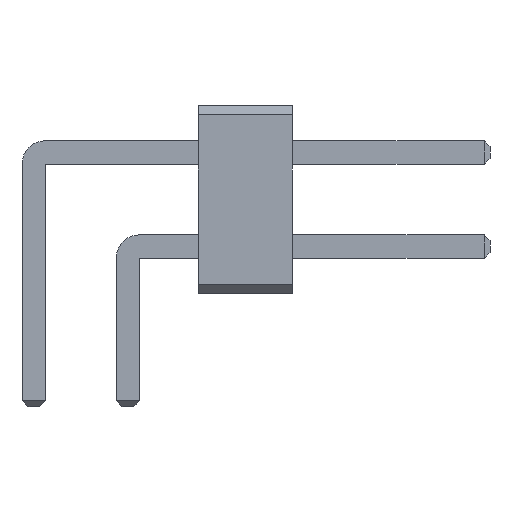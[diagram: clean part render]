
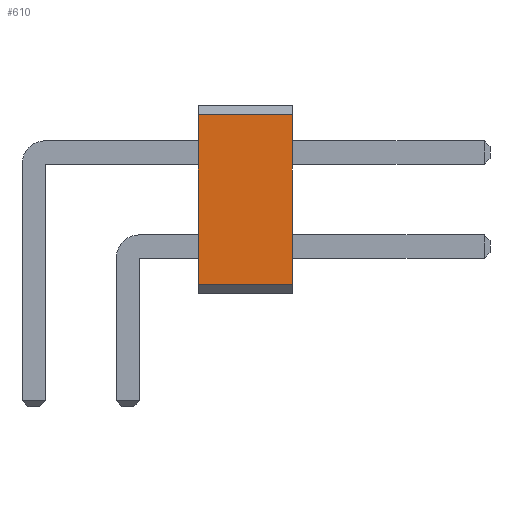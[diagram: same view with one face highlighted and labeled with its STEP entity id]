
A CAD part, front view. The second image highlights one B-rep face of the part: STEP entity #610.
In plain terms, the highlighted planar face has unit normal (0, -1, 0).
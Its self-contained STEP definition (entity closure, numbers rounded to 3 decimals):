
#13=DIRECTION('',(0.,0.,1.));
#27=VECTOR('',#28,1.);
#28=DIRECTION('',(1.,0.,0.));
#57=DIRECTION('',(0.,-1.,0.));
#597=VERTEX_POINT('',#598);
#598=CARTESIAN_POINT('',(5.5,-19.,0.2));
#601=EDGE_CURVE('',#602,#597,#604,.T.);
#602=VERTEX_POINT('',#603);
#603=CARTESIAN_POINT('',(3.5,-19.,0.2));
#604=LINE('',#603,#27);
#610=ADVANCED_FACE('',(#611),#628,.T.);
#611=FACE_BOUND('',#612,.T.);
#612=EDGE_LOOP('',(#613,#614,#620,#625));
#613=ORIENTED_EDGE('',*,*,#601,.T.);
#614=ORIENTED_EDGE('',*,*,#615,.T.);
#615=EDGE_CURVE('',#597,#616,#618,.T.);
#616=VERTEX_POINT('',#617);
#617=CARTESIAN_POINT('',(5.5,-19.,3.8));
#618=LINE('',#598,#619);
#619=VECTOR('',#13,1.);
#620=ORIENTED_EDGE('',*,*,#621,.F.);
#621=EDGE_CURVE('',#622,#616,#624,.T.);
#622=VERTEX_POINT('',#623);
#623=CARTESIAN_POINT('',(3.5,-19.,3.8));
#624=LINE('',#623,#27);
#625=ORIENTED_EDGE('',*,*,#626,.F.);
#626=EDGE_CURVE('',#602,#622,#627,.T.);
#627=LINE('',#603,#619);
#628=PLANE('',#629);
#629=AXIS2_PLACEMENT_3D('',#603,#57,#13);
